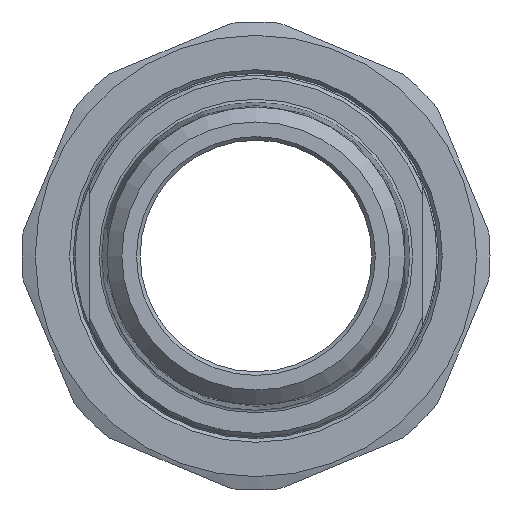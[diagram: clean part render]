
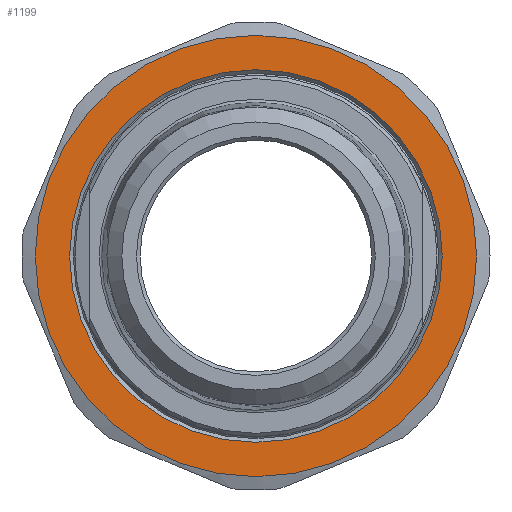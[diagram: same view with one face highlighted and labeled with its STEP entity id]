
A CAD part, left-side view. The second image highlights one B-rep face of the part: STEP entity #1199.
In plain terms, the highlighted planar face has unit normal (-1, 0, 0).
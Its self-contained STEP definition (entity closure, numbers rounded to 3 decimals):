
#40=FACE_BOUND('',#229,.T.);
#109=PLANE('',#1376);
#153=FACE_OUTER_BOUND('',#228,.T.);
#228=EDGE_LOOP('',(#917));
#229=EDGE_LOOP('',(#918));
#427=CIRCLE('',#1355,30.5);
#438=CIRCLE('',#1375,25.75);
#538=VERTEX_POINT('',#2052);
#547=VERTEX_POINT('',#2084);
#675=EDGE_CURVE('',#538,#538,#427,.T.);
#688=EDGE_CURVE('',#547,#547,#438,.T.);
#917=ORIENTED_EDGE('',*,*,#675,.T.);
#918=ORIENTED_EDGE('',*,*,#688,.F.);
#1199=ADVANCED_FACE('',(#153,#40),#109,.F.);
#1355=AXIS2_PLACEMENT_3D('',#2054,#1585,#1586);
#1375=AXIS2_PLACEMENT_3D('',#2085,#1627,#1628);
#1376=AXIS2_PLACEMENT_3D('',#2087,#1630,#1631);
#1585=DIRECTION('center_axis',(-1.,0.,0.));
#1586=DIRECTION('ref_axis',(0.,1.,0.));
#1627=DIRECTION('center_axis',(-1.,0.,0.));
#1628=DIRECTION('ref_axis',(0.,-1.,0.));
#1630=DIRECTION('center_axis',(1.,0.,0.));
#1631=DIRECTION('ref_axis',(0.,0.,-1.));
#2052=CARTESIAN_POINT('',(-20.,-30.5,0.));
#2054=CARTESIAN_POINT('Origin',(-20.,0.,0.));
#2084=CARTESIAN_POINT('',(-20.,25.75,0.));
#2085=CARTESIAN_POINT('Origin',(-20.,0.,0.));
#2087=CARTESIAN_POINT('Origin',(-20.,0.,0.));
